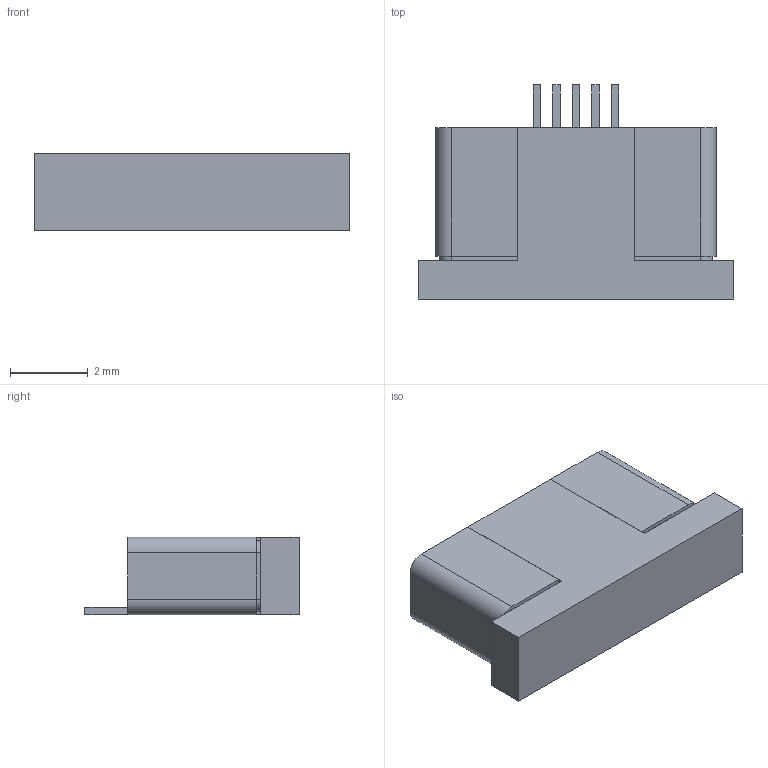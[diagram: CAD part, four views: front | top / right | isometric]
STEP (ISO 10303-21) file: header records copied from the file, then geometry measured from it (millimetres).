
FILE_DESCRIPTION(/* description */ (''),/* implementation_level */ '2;1');
FILE_NAME(/* name */ 'FFC_PITCH0.5MM_5P.step',/* time_stamp */ '2022-08-30T10:53:18+08:00',/* author */ (''),/* organization */ (''),/* preprocessor_version */ 'ST-DEVELOPER v19',/* originating_system */ 'Autodesk Translation Framework v11.7.0.108',/* authorisation */ '');
FILE_SCHEMA (('AUTOMOTIVE_DESIGN { 1 0 10303 214 3 1 1 }'));
Length unit declared in the file: millimetre
Products named in the file (4): FPC/FFC_PITCH0.5MM_5P; 零部件1; 零部件3; 零部件4
Assembly tree (3 placements, depth 3):
  FPC/FFC_PITCH0.5MM_5P
    零部件1
      零部件3
      零部件4
Bounding box: 8.1 x 5.5 x 2 mm (x, y, z)
Volume: 64.8 mm3; surface area: 195.7 mm2
Topology: 8 solids, 8 shells, 80 faces, 192 edges, 128 vertices
Faces by surface type: plane 68, cylinder 12
Entity records: 2415 total; most frequent: CARTESIAN_POINT 407, DIRECTION 390, ORIENTED_EDGE 384, EDGE_CURVE 192, LINE 168, VECTOR 168, VERTEX_POINT 128, AXIS2_PLACEMENT_3D 111
